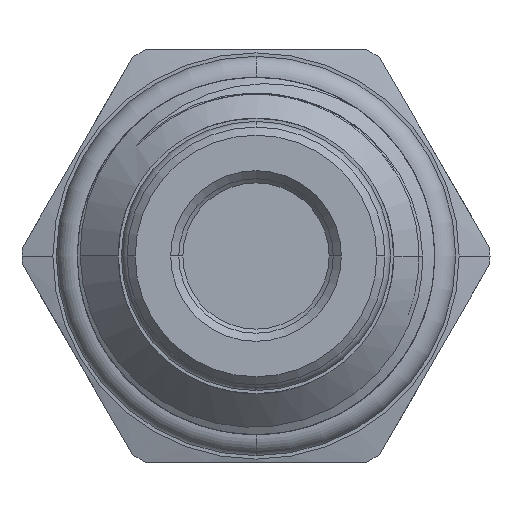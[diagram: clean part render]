
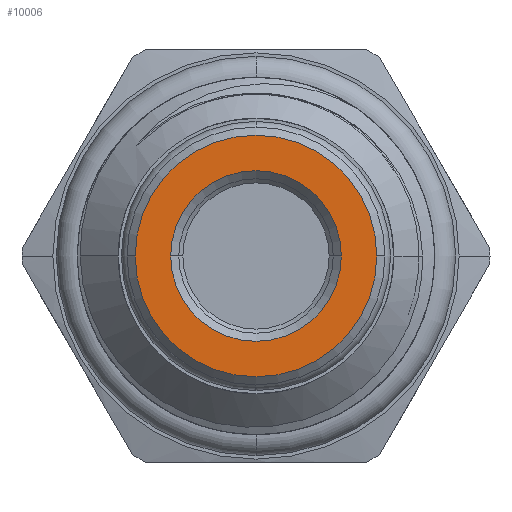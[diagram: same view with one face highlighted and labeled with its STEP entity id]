
A CAD part, left-side view. The second image highlights one B-rep face of the part: STEP entity #10006.
In plain terms, the highlighted planar face has unit normal (-1, 0, 0).
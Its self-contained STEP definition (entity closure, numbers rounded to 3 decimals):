
#1160 = DIRECTION ( 'NONE',  ( 0., 1., 0. ) ) ;
#1161 = DIRECTION ( 'NONE',  ( -1., 0., 0. ) ) ;
#1162 = CARTESIAN_POINT ( 'NONE',  ( -70.8, 0., 0. ) ) ;
#1164 = DIRECTION ( 'NONE',  ( 0., 1., 0. ) ) ;
#1165 = DIRECTION ( 'NONE',  ( -1., 0., 0. ) ) ;
#1166 = CARTESIAN_POINT ( 'NONE',  ( -70.8, 0., 0. ) ) ;
#3133 = EDGE_LOOP ( 'NONE', ( #14103, #14104 ) ) ;
#3151 = EDGE_LOOP ( 'NONE', ( #14105, #14106 ) ) ;
#4964 = CARTESIAN_POINT ( 'NONE',  ( -70.8, -7.435, 0. ) ) ;
#5088 = CARTESIAN_POINT ( 'NONE',  ( -70.8, 7.435, 0. ) ) ;
#5250 = DIRECTION ( 'NONE',  ( 0., 1., 0. ) ) ;
#5251 = DIRECTION ( 'NONE',  ( -1., 0., 0. ) ) ;
#5252 = CARTESIAN_POINT ( 'NONE',  ( -70.8, 0., 0. ) ) ;
#5383 = DIRECTION ( 'NONE',  ( 0., 1., 0. ) ) ;
#5384 = DIRECTION ( 'NONE',  ( -1., 0., 0. ) ) ;
#5385 = CARTESIAN_POINT ( 'NONE',  ( -70.8, 0., 0. ) ) ;
#5456 = CARTESIAN_POINT ( 'NONE',  ( -70.8, -5.25, 0. ) ) ;
#5573 = CARTESIAN_POINT ( 'NONE',  ( -70.8, 5.25, 0. ) ) ;
#7337 = DIRECTION ( 'NONE',  ( -1., 0., 0. ) ) ;
#7435 = DIRECTION ( 'NONE',  ( 0., 1., 0. ) ) ;
#7464 = PLANE ( 'NONE',  #13328 ) ;
#7504 = CARTESIAN_POINT ( 'NONE',  ( -70.8, 0., 0. ) ) ;
#10006 = ADVANCED_FACE ( 'NONE', ( #15055, #15075 ), #7464, .T. ) ;
#12304 = EDGE_CURVE ( 'NONE', #16507, #16304, #15611, .T. ) ;
#12306 = EDGE_CURVE ( 'NONE', #16163, #16667, #15597, .T. ) ;
#13328 = AXIS2_PLACEMENT_3D ( 'NONE', #7504, #7337, #7435 ) ;
#13672 = AXIS2_PLACEMENT_3D ( 'NONE', #1166, #1165, #1164 ) ;
#13673 = AXIS2_PLACEMENT_3D ( 'NONE', #1162, #1161, #1160 ) ;
#14103 = ORIENTED_EDGE ( 'NONE', *, *, #12304, .T. ) ;
#14104 = ORIENTED_EDGE ( 'NONE', *, *, #17611, .T. ) ;
#14105 = ORIENTED_EDGE ( 'NONE', *, *, #12306, .F. ) ;
#14106 = ORIENTED_EDGE ( 'NONE', *, *, #16734, .F. ) ;
#15055 = FACE_OUTER_BOUND ( 'NONE', #3133, .T. ) ;
#15075 = FACE_BOUND ( 'NONE', #3151, .T. ) ;
#15597 = CIRCLE ( 'NONE', #13673, 5.25 ) ;
#15611 = CIRCLE ( 'NONE', #13672, 7.435 ) ;
#15854 = CIRCLE ( 'NONE', #17540, 5.25 ) ;
#15890 = CIRCLE ( 'NONE', #17566, 7.435 ) ;
#16163 = VERTEX_POINT ( 'NONE', #5573 ) ;
#16304 = VERTEX_POINT ( 'NONE', #5088 ) ;
#16507 = VERTEX_POINT ( 'NONE', #4964 ) ;
#16667 = VERTEX_POINT ( 'NONE', #5456 ) ;
#16734 = EDGE_CURVE ( 'NONE', #16667, #16163, #15854, .T. ) ;
#17540 = AXIS2_PLACEMENT_3D ( 'NONE', #5385, #5384, #5383 ) ;
#17566 = AXIS2_PLACEMENT_3D ( 'NONE', #5252, #5251, #5250 ) ;
#17611 = EDGE_CURVE ( 'NONE', #16304, #16507, #15890, .T. ) ;
